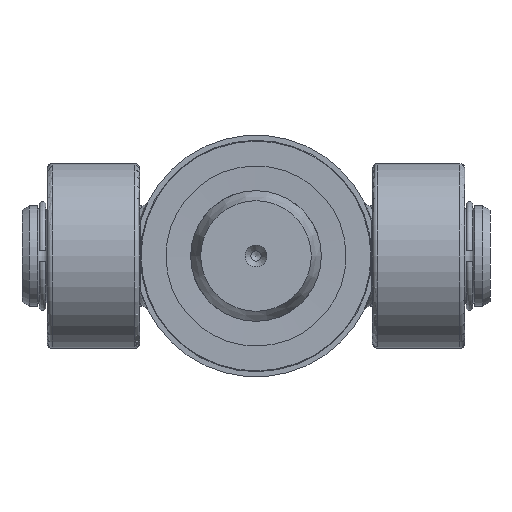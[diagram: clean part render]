
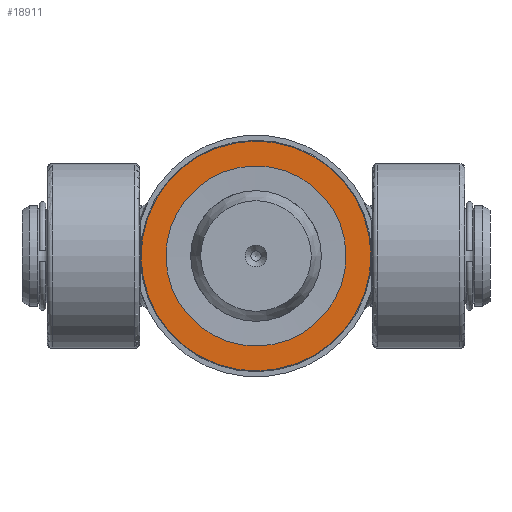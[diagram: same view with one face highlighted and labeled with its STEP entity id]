
A CAD part, front view. The second image highlights one B-rep face of the part: STEP entity #18911.
In plain terms, the highlighted face is planar.
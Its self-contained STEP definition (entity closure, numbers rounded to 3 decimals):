
#4469=PLANE('',#20116);
#4695=FACE_BOUND('',#6954,.T.);
#5752=FACE_OUTER_BOUND('',#6953,.T.);
#6953=EDGE_LOOP('',(#17670));
#6954=EDGE_LOOP('',(#17671));
#7391=CIRCLE('',#20115,44.7);
#7392=CIRCLE('',#20117,35.);
#9282=VERTEX_POINT('',#42236);
#9283=VERTEX_POINT('',#42239);
#12080=EDGE_CURVE('',#9282,#9282,#7391,.T.);
#12081=EDGE_CURVE('',#9283,#9283,#7392,.T.);
#17670=ORIENTED_EDGE('',*,*,#12080,.F.);
#17671=ORIENTED_EDGE('',*,*,#12081,.T.);
#18911=ADVANCED_FACE('',(#5752,#4695),#4469,.F.);
#20115=AXIS2_PLACEMENT_3D('',#42237,#23597,#23598);
#20116=AXIS2_PLACEMENT_3D('',#42238,#23599,#23600);
#20117=AXIS2_PLACEMENT_3D('',#42240,#23601,#23602);
#23597=DIRECTION('center_axis',(0.,0.,1.));
#23598=DIRECTION('ref_axis',(-1.,0.,0.));
#23599=DIRECTION('center_axis',(0.,0.,1.));
#23600=DIRECTION('ref_axis',(1.,0.,0.));
#23601=DIRECTION('center_axis',(0.,0.,1.));
#23602=DIRECTION('ref_axis',(0.,-1.,0.));
#42236=CARTESIAN_POINT('',(44.7,0.,0.));
#42237=CARTESIAN_POINT('Origin',(0.,0.,0.));
#42238=CARTESIAN_POINT('Origin',(0.,0.,0.));
#42239=CARTESIAN_POINT('',(0.,-35.,0.));
#42240=CARTESIAN_POINT('Origin',(0.,0.,0.));
